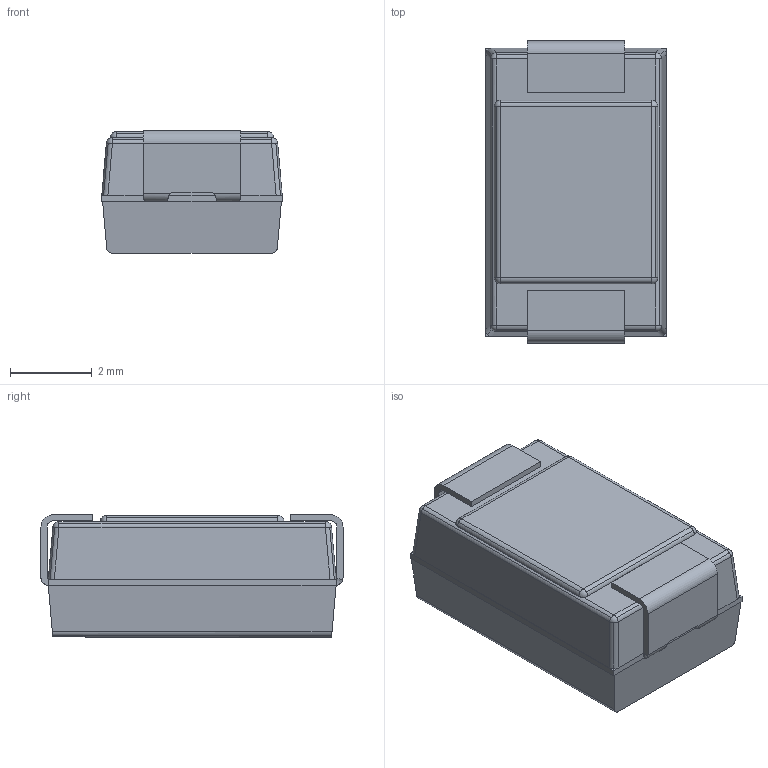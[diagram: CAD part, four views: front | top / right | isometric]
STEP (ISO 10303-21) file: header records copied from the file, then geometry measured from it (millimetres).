
FILE_DESCRIPTION (( 'STEP AP214' ), '1' );
FILE_NAME ('NOS_D.stp', '2019-02-13T00:55:53', ( '' ), ( '' ), 'SwSTEP 2.0', 'SolidWorks 2018', '' );
FILE_SCHEMA (( 'AUTOMOTIVE_DESIGN' ));
Length unit declared in the file: millimetre
Products named in the file (1): NOS_D
Bounding box: 4.45 x 7.4 x 3 mm (x, y, z)
Volume: 88.5 mm3; surface area: 146.6 mm2
Topology: 1 solids, 1 shells, 108 faces, 298 edges, 184 vertices
Faces by surface type: cylinder 48, plane 46, sphere 8, bspline 6
Entity records: 4788 total; most frequent: CARTESIAN_POINT 1585, ORIENTED_EDGE 588, DIRECTION 532, EDGE_CURVE 294, VERTEX_POINT 184, AXIS2_PLACEMENT_3D 181, LINE 170, VECTOR 170
